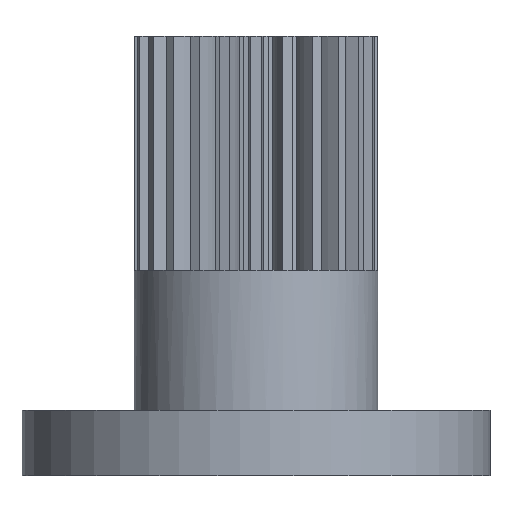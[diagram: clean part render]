
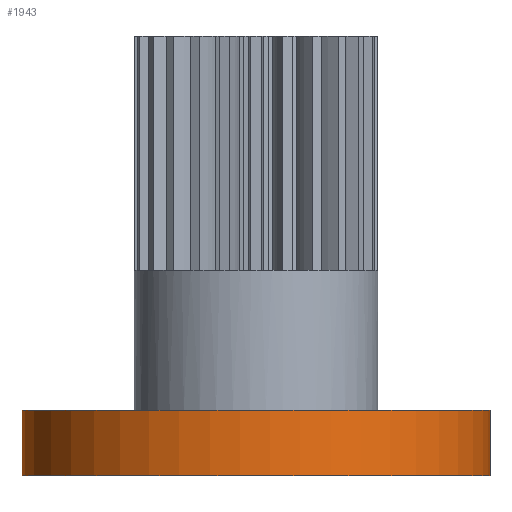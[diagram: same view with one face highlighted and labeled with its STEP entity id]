
A CAD part, front view. The second image highlights one B-rep face of the part: STEP entity #1943.
In plain terms, the highlighted free-form (B-spline) face has degree [2, 1] with [5, 2] control points.
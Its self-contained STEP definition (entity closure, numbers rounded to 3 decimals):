
#452 = VERTEX_POINT('',#453);
#453 = CARTESIAN_POINT('',(20.415,0.,5.716));
#454 = VERTEX_POINT('',#455);
#455 = CARTESIAN_POINT('',(-20.415,0.,
    5.716));
#463 = EDGE_CURVE('',#454,#452,#464,.T.);
#464 = ( BOUNDED_CURVE() B_SPLINE_CURVE(2,(#465,#466,#467,#468,#469),
.UNSPECIFIED.,.F.,.F.) B_SPLINE_CURVE_WITH_KNOTS((3,2,3),(3.142,
4.712,6.283),.PIECEWISE_BEZIER_KNOTS.) CURVE() 
GEOMETRIC_REPRESENTATION_ITEM() RATIONAL_B_SPLINE_CURVE((1.,
0.707,1.,0.707,1.)) REPRESENTATION_ITEM('') );
#465 = CARTESIAN_POINT('',(-20.415,0.,
    5.716));
#466 = CARTESIAN_POINT('',(-20.415,-20.415,5.716));
#467 = CARTESIAN_POINT('',(0.,-20.415,
    5.716));
#468 = CARTESIAN_POINT('',(20.415,-20.415,5.716)
  );
#469 = CARTESIAN_POINT('',(20.415,0.,
    5.716));
#1910 = EDGE_CURVE('',#1911,#452,#1913,.T.);
#1911 = VERTEX_POINT('',#1912);
#1912 = CARTESIAN_POINT('',(20.415,0.,0.));
#1913 = B_SPLINE_CURVE_WITH_KNOTS('',1,(#1914,#1915),.UNSPECIFIED.,.F.,
  .F.,(2,2),(-3.5,3.5),.PIECEWISE_BEZIER_KNOTS.);
#1914 = CARTESIAN_POINT('',(20.415,0.,0.));
#1915 = CARTESIAN_POINT('',(20.415,0.,5.716));
#1918 = VERTEX_POINT('',#1919);
#1919 = CARTESIAN_POINT('',(-20.415,0.,0.));
#1927 = EDGE_CURVE('',#1918,#454,#1928,.T.);
#1928 = B_SPLINE_CURVE_WITH_KNOTS('',1,(#1929,#1930),.UNSPECIFIED.,.F.,
  .F.,(2,2),(-3.5,3.5),.PIECEWISE_BEZIER_KNOTS.);
#1929 = CARTESIAN_POINT('',(-20.415,0.,0.));
#1930 = CARTESIAN_POINT('',(-20.415,0.,
    5.716));
#1943 = ADVANCED_FACE('',(#1944),#1957,.T.);
#1944 = FACE_BOUND('',#1945,.T.);
#1945 = EDGE_LOOP('',(#1946,#1947,#1955,#1956));
#1946 = ORIENTED_EDGE('',*,*,#1927,.F.);
#1947 = ORIENTED_EDGE('',*,*,#1948,.T.);
#1948 = EDGE_CURVE('',#1918,#1911,#1949,.T.);
#1949 = ( BOUNDED_CURVE() B_SPLINE_CURVE(2,(#1950,#1951,#1952,#1953,
#1954),.UNSPECIFIED.,.F.,.F.) B_SPLINE_CURVE_WITH_KNOTS((3,2,3),(
    3.142,4.712,6.283),
.PIECEWISE_BEZIER_KNOTS.) CURVE() GEOMETRIC_REPRESENTATION_ITEM() 
RATIONAL_B_SPLINE_CURVE((1.,0.707,1.,0.707,1.)) 
REPRESENTATION_ITEM('') );
#1950 = CARTESIAN_POINT('',(-20.415,0.,0.));
#1951 = CARTESIAN_POINT('',(-20.415,-20.415,0.));
#1952 = CARTESIAN_POINT('',(0.,-20.415,0.));
#1953 = CARTESIAN_POINT('',(20.415,-20.415,0.));
#1954 = CARTESIAN_POINT('',(20.415,0.,0.));
#1955 = ORIENTED_EDGE('',*,*,#1910,.T.);
#1956 = ORIENTED_EDGE('',*,*,#463,.F.);
#1957 = ( BOUNDED_SURFACE() B_SPLINE_SURFACE(2,1,(
    (#1958,#1959)
    ,(#1960,#1961)
    ,(#1962,#1963)
    ,(#1964,#1965)
    ,(#1966,#1967
)),.UNSPECIFIED.,.F.,.F.,.F.) B_SPLINE_SURFACE_WITH_KNOTS((3,2,3),(2,2),
  (0.,1.571,3.142),(-3.5,3.5),
.PIECEWISE_BEZIER_KNOTS.) GEOMETRIC_REPRESENTATION_ITEM() 
RATIONAL_B_SPLINE_SURFACE((
    (1.,1.)
    ,(0.707,0.707)
    ,(1.,1.)
    ,(0.707,0.707)
,(1.,1.))) REPRESENTATION_ITEM('') SURFACE() );
#1958 = CARTESIAN_POINT('',(-20.415,0.,0.));
#1959 = CARTESIAN_POINT('',(-20.415,0.,
    5.716));
#1960 = CARTESIAN_POINT('',(-20.415,-20.415,0.));
#1961 = CARTESIAN_POINT('',(-20.415,-20.415,5.716)
  );
#1962 = CARTESIAN_POINT('',(0.,-20.415,0.));
#1963 = CARTESIAN_POINT('',(0.,-20.415,
    5.716));
#1964 = CARTESIAN_POINT('',(20.415,-20.415,0.));
#1965 = CARTESIAN_POINT('',(20.415,-20.415,5.716
    ));
#1966 = CARTESIAN_POINT('',(20.415,0.,0.));
#1967 = CARTESIAN_POINT('',(20.415,0.,
    5.716));
